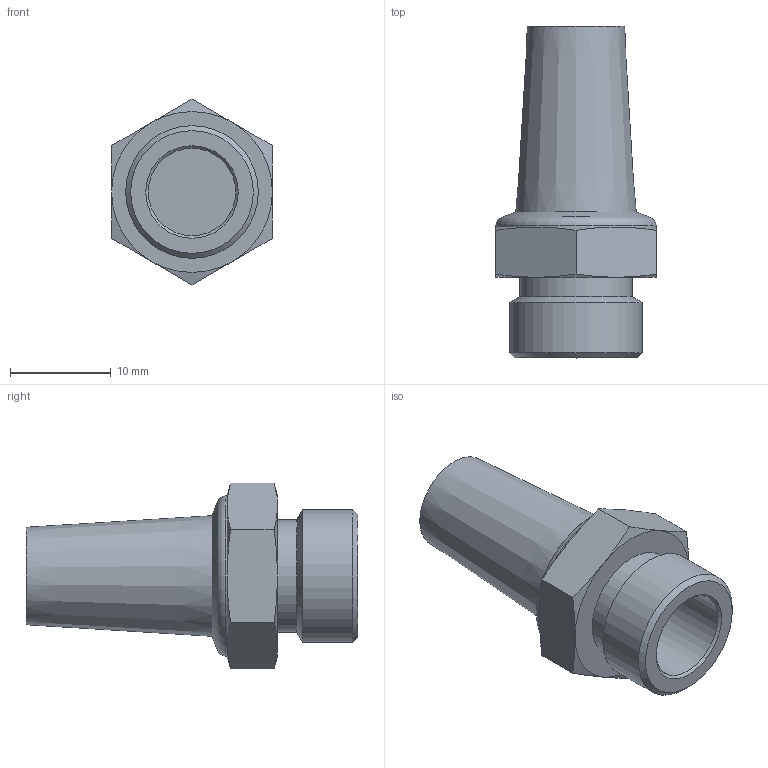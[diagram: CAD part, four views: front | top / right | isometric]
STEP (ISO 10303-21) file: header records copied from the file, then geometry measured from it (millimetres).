
FILE_DESCRIPTION(/* description */ (''),/* implementation_level */ '2;1');
FILE_NAME(/* name */ 'sd_14_ms-la.stp',/* time_stamp */ '2017-08-02T11:49:33+02:00',/* author */ ('Hamoud'),/* organization */ (''),/* preprocessor_version */ 'ST-DEVELOPER v15.6',/* originating_system */ 'Autodesk Inventor LT ',/* authorisation */ '');
FILE_SCHEMA (('AUTOMOTIVE_DESIGN { 1 0 10303 214 3 1 1 }'));
Length unit declared in the file: millimetre
Products named in the file (1): sd_14_ms-la
Bounding box: 16 x 33 x 18.48 mm (x, y, z)
Volume: 2793.2 mm3; surface area: 2438.3 mm2
Topology: 1 solids, 2 shells, 35 faces, 69 edges, 40 vertices
Faces by surface type: cone 19, plane 12, cylinder 3, torus 1
Full cylindrical faces by diameter (mm): 8.7 x1, 11.2 x1, 13.2 x1
Entity records: 810 total; most frequent: CARTESIAN_POINT 178, DIRECTION 130, ORIENTED_EDGE 112, AXIS2_PLACEMENT_3D 62, EDGE_CURVE 56, EDGE_LOOP 48, VERTEX_POINT 38, FACE_OUTER_BOUND 35
